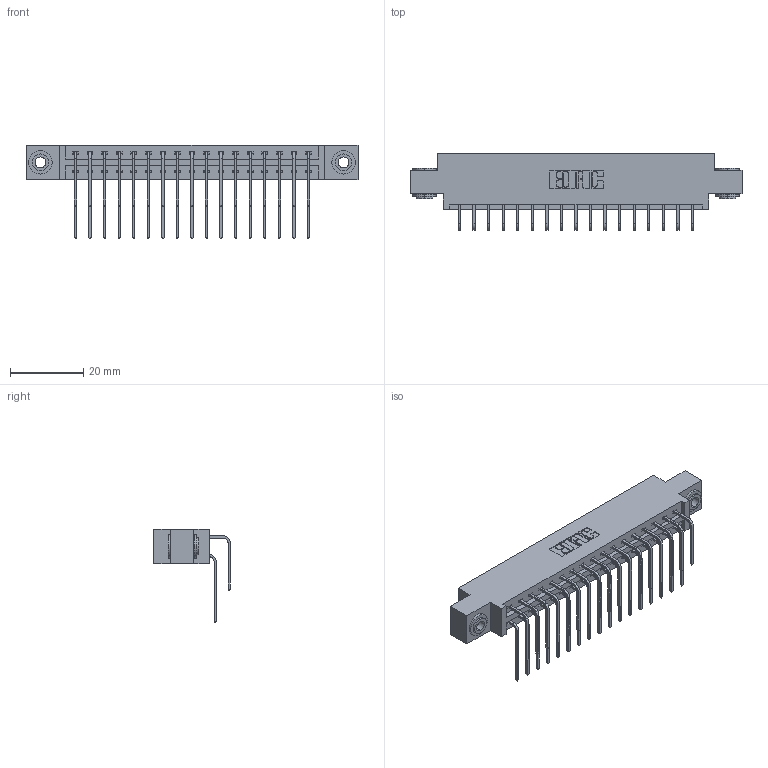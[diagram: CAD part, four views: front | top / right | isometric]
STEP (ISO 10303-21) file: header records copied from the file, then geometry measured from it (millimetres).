
FILE_DESCRIPTION (( 'STEP AP203' ), '1' );
FILE_NAME ('387-034-559-803.STEP', '2018-09-18T21:42:34', ( '' ), ( '' ), 'SwSTEP 2.0', 'SolidWorks 2016', '' );
FILE_SCHEMA (( 'CONFIG_CONTROL_DESIGN' ));
Length unit declared in the file: inch
Products named in the file (5): 387-034-559-803; 337 Part_0.170 Offset - 0.156 Dia-TH; 345-292-001_558 559 Tail - 1; 345-292-001_559 Tail - 2; 345-250-002_345-250-002-102
Assembly tree (37 placements, depth 2):
  387-034-559-803
    337 Part_0.170 Offset - 0.156 Dia-TH
    345-292-001_558 559 Tail - 1  x17
    345-292-001_559 Tail - 2  x17
    345-250-002_345-250-002-102  x2
Bounding box: 90.37 x 20.9 x 25.53 mm (x, y, z)
Volume: 9289.5 mm3; surface area: 11576 mm2
Topology: 37 solids, 37 shells, 2060 faces, 6077 edges, 4002 vertices
Faces by surface type: plane 1444, cylinder 608, cone 8
Entity records: 18980 total; most frequent: CARTESIAN_POINT 3240, ORIENTED_EDGE 3118, DIRECTION 2817, EDGE_CURVE 1559, VECTOR 1367, LINE 1367, VERTEX_POINT 1034, AXIS2_PLACEMENT_3D 725
